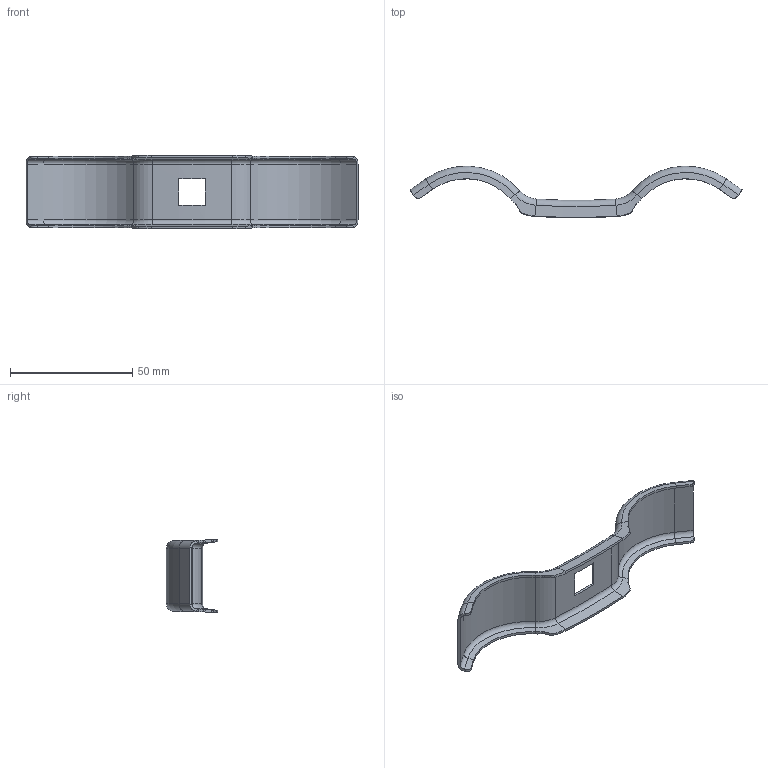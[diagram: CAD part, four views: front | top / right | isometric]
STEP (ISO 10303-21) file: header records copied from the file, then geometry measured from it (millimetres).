
FILE_DESCRIPTION (( 'STEP AP203' ), '1' );
FILE_NAME ('T24905.STEP', '2018-07-17T13:52:08', ( '' ), ( '' ), 'SwSTEP 2.0', 'SolidWorks 2016', '' );
FILE_SCHEMA (( 'CONFIG_CONTROL_DESIGN' ));
Length unit declared in the file: millimetre
Products named in the file (1): T24905
Bounding box: 136 x 21.05 x 30 mm (x, y, z)
Volume: 5221.1 mm3; surface area: 10846.7 mm2
Topology: 1 solids, 1 shells, 110 faces, 252 edges, 144 vertices
Faces by surface type: cylinder 34, plane 26, cone 26, torus 20, bspline 4
Entity records: 3225 total; most frequent: CARTESIAN_POINT 711, DIRECTION 530, ORIENTED_EDGE 504, EDGE_CURVE 252, AXIS2_PLACEMENT_3D 211, VERTEX_POINT 144, EDGE_LOOP 112, FACE_OUTER_BOUND 110
